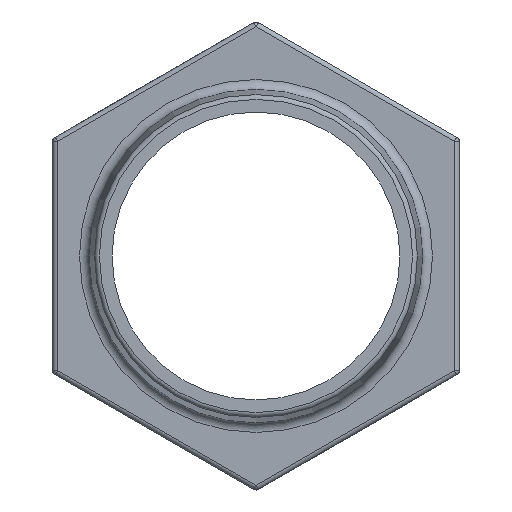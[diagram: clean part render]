
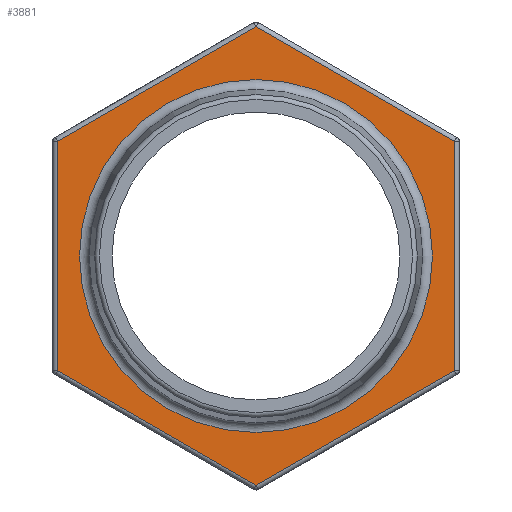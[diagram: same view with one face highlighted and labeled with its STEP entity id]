
A CAD part, left-side view. The second image highlights one B-rep face of the part: STEP entity #3881.
In plain terms, the highlighted planar face has unit normal (-1, 0, 0).
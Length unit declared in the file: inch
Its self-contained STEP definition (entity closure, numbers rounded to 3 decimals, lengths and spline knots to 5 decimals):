
#329=LINE($,#5178,#652);
#330=LINE($,#5180,#653);
#331=LINE($,#5182,#654);
#332=LINE($,#5184,#655);
#333=LINE($,#5186,#656);
#334=LINE($,#5187,#657);
#652=VECTOR($,#4376,1.40873);
#653=VECTOR($,#4377,1.40873);
#654=VECTOR($,#4378,1.40873);
#655=VECTOR($,#4379,1.40873);
#656=VECTOR($,#4380,1.40873);
#657=VECTOR($,#4381,1.40873);
#975=PLANE($,#4130);
#1078=FACE_BOUND($,#1361,.T.);
#1128=FACE_OUTER_BOUND($,#1360,.T.);
#1360=EDGE_LOOP($,(#2696,#2697,#2698,#2699,#2700,#2701));
#1361=EDGE_LOOP($,(#2702));
#1640=CIRCLE($,#4129,1.085);
#1724=VERTEX_POINT($,#5173);
#1725=VERTEX_POINT($,#5176);
#1726=VERTEX_POINT($,#5177);
#1727=VERTEX_POINT($,#5179);
#1728=VERTEX_POINT($,#5181);
#1729=VERTEX_POINT($,#5183);
#1730=VERTEX_POINT($,#5185);
#2106=EDGE_CURVE($,#1724,#1724,#1640,.T.);
#2107=EDGE_CURVE($,#1725,#1726,#329,.T.);
#2108=EDGE_CURVE($,#1727,#1725,#330,.T.);
#2109=EDGE_CURVE($,#1728,#1727,#331,.T.);
#2110=EDGE_CURVE($,#1729,#1728,#332,.T.);
#2111=EDGE_CURVE($,#1730,#1729,#333,.T.);
#2112=EDGE_CURVE($,#1726,#1730,#334,.T.);
#2696=ORIENTED_EDGE($,*,*,#2107,.F.);
#2697=ORIENTED_EDGE($,*,*,#2108,.F.);
#2698=ORIENTED_EDGE($,*,*,#2109,.F.);
#2699=ORIENTED_EDGE($,*,*,#2110,.F.);
#2700=ORIENTED_EDGE($,*,*,#2111,.F.);
#2701=ORIENTED_EDGE($,*,*,#2112,.F.);
#2702=ORIENTED_EDGE($,*,*,#2106,.F.);
#3881=ADVANCED_FACE($,(#1128,#1078),#975,.T.);
#4129=AXIS2_PLACEMENT_3D($,#5174,#4372,#4373);
#4130=AXIS2_PLACEMENT_3D($,#5175,#4374,#4375);
#4372=DIRECTION('center_axis',(-1.,0.,0.));
#4373=DIRECTION('ref_axis',(0.,-1.,0.));
#4374=DIRECTION('center_axis',(-1.,0.,0.));
#4375=DIRECTION('ref_axis',(0.,0.,1.));
#4376=DIRECTION($,(0.,0.,1.));
#4377=DIRECTION($,(0.,0.866,0.5));
#4378=DIRECTION($,(0.,0.866,-0.5));
#4379=DIRECTION($,(0.,0.,-1.));
#4380=DIRECTION($,(0.,-0.866,-0.5));
#4381=DIRECTION($,(0.,-0.866,0.5));
#5173=CARTESIAN_POINT('',(2.38,1.085,0.));
#5174=CARTESIAN_POINT('Origin',(2.38,0.,0.));
#5175=CARTESIAN_POINT('Origin',(2.38,1.1375,0.));
#5176=CARTESIAN_POINT('',(2.38,1.22,-0.70437));
#5177=CARTESIAN_POINT('',(2.38,1.22,0.70437));
#5178=CARTESIAN_POINT($,(2.38,1.22,0.36084));
#5179=CARTESIAN_POINT('',(2.38,0.,-1.40873));
#5180=CARTESIAN_POINT($,(2.38,1.34906,-0.62985));
#5181=CARTESIAN_POINT('',(2.38,-1.22,-0.70437));
#5182=CARTESIAN_POINT($,(2.38,0.12906,-1.48325));
#5183=CARTESIAN_POINT('',(2.38,-1.22,0.70437));
#5184=CARTESIAN_POINT($,(2.38,-1.22,-0.36084));
#5185=CARTESIAN_POINT('',(2.38,0.,1.40873));
#5186=CARTESIAN_POINT($,(2.38,-0.49594,1.12241));
#5187=CARTESIAN_POINT($,(2.38,0.72406,0.9907));
